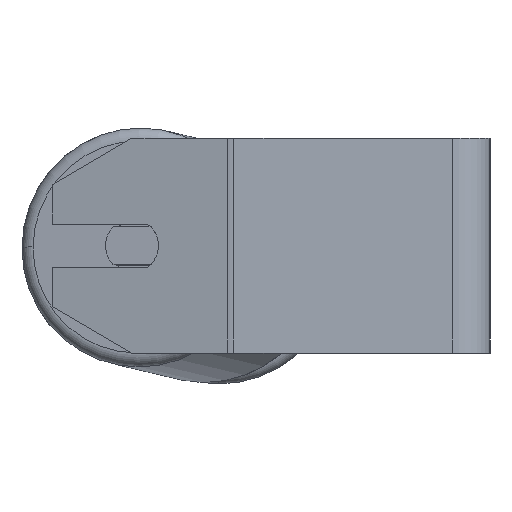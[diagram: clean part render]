
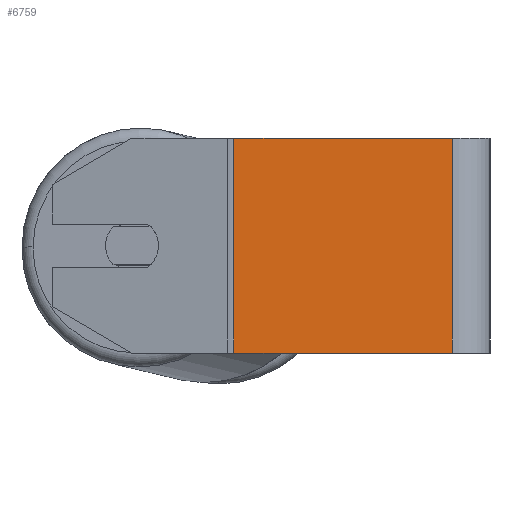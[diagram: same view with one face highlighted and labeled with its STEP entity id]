
A CAD part, left-side view. The second image highlights one B-rep face of the part: STEP entity #6759.
In plain terms, the highlighted planar face has unit normal (-1, 0, 0).
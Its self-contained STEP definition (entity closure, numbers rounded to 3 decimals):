
#52 = VERTEX_POINT ( 'NONE', #4013 ) ;
#239 = DIRECTION ( 'NONE',  ( 1., 0., 0. ) ) ;
#296 = ORIENTED_EDGE ( 'NONE', *, *, #6967, .T. ) ;
#718 = DIRECTION ( 'NONE',  ( 0., -1., 0. ) ) ;
#769 = VERTEX_POINT ( 'NONE', #7785 ) ;
#893 = CARTESIAN_POINT ( 'NONE',  ( -275., 95.32, 40. ) ) ;
#1042 = AXIS2_PLACEMENT_3D ( 'NONE', #2869, #239, #7357 ) ;
#1323 = EDGE_CURVE ( 'NONE', #769, #52, #6508, .T. ) ;
#1949 = VERTEX_POINT ( 'NONE', #2026 ) ;
#2026 = CARTESIAN_POINT ( 'NONE',  ( -275., 95.32, -40. ) ) ;
#2295 = ORIENTED_EDGE ( 'NONE', *, *, #1323, .F. ) ;
#2581 = VECTOR ( 'NONE', #718, 1000. ) ;
#2582 = CARTESIAN_POINT ( 'NONE',  ( -275., 96.545, 40. ) ) ;
#2658 = ORIENTED_EDGE ( 'NONE', *, *, #5513, .F. ) ;
#2785 = CARTESIAN_POINT ( 'NONE',  ( -275., 14., 40. ) ) ;
#2810 = VECTOR ( 'NONE', #7986, 1000. ) ;
#2869 = CARTESIAN_POINT ( 'NONE',  ( -275., 96.545, 40. ) ) ;
#3114 = EDGE_LOOP ( 'NONE', ( #296, #2658, #2295, #3965 ) ) ;
#3931 = LINE ( 'NONE', #6410, #6777 ) ;
#3965 = ORIENTED_EDGE ( 'NONE', *, *, #3994, .T. ) ;
#3975 = CARTESIAN_POINT ( 'NONE',  ( -275., 14., -40. ) ) ;
#3994 = EDGE_CURVE ( 'NONE', #769, #1949, #8096, .T. ) ;
#4013 = CARTESIAN_POINT ( 'NONE',  ( -275., 14., 40. ) ) ;
#5173 = DIRECTION ( 'NONE',  ( 0., -1., 0. ) ) ;
#5312 = FACE_OUTER_BOUND ( 'NONE', #3114, .T. ) ;
#5513 = EDGE_CURVE ( 'NONE', #52, #7092, #7354, .T. ) ;
#5985 = PLANE ( 'NONE',  #1042 ) ;
#6174 = DIRECTION ( 'NONE',  ( 0., 0., -1. ) ) ;
#6285 = VECTOR ( 'NONE', #6174, 1000. ) ;
#6410 = CARTESIAN_POINT ( 'NONE',  ( -275., 96.545, -40. ) ) ;
#6508 = LINE ( 'NONE', #2582, #2581 ) ;
#6759 = ADVANCED_FACE ( 'NONE', ( #5312 ), #5985, .F. ) ;
#6777 = VECTOR ( 'NONE', #5173, 1000. ) ;
#6967 = EDGE_CURVE ( 'NONE', #1949, #7092, #3931, .T. ) ;
#7092 = VERTEX_POINT ( 'NONE', #3975 ) ;
#7354 = LINE ( 'NONE', #2785, #2810 ) ;
#7357 = DIRECTION ( 'NONE',  ( 0., 0., -1. ) ) ;
#7785 = CARTESIAN_POINT ( 'NONE',  ( -275., 95.32, 40. ) ) ;
#7986 = DIRECTION ( 'NONE',  ( 0., 0., -1. ) ) ;
#8096 = LINE ( 'NONE', #893, #6285 ) ;
